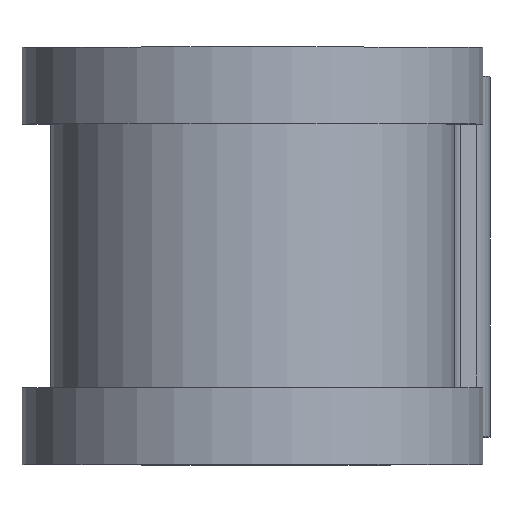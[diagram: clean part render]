
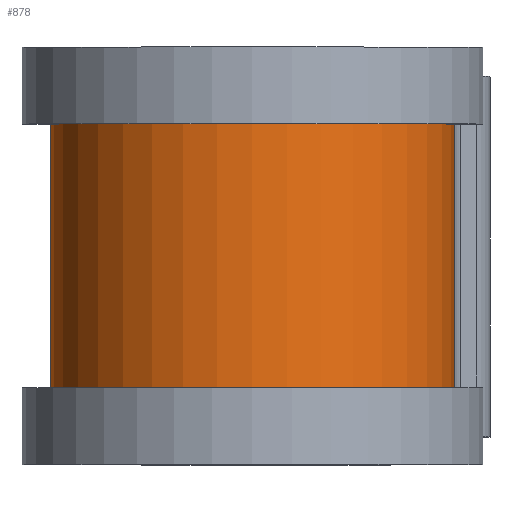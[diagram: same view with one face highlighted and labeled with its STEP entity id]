
A CAD part, top view. The second image highlights one B-rep face of the part: STEP entity #878.
In plain terms, the highlighted cylindrical face has radius 10.681 mm (diameter 21.361 mm), a partial arc.
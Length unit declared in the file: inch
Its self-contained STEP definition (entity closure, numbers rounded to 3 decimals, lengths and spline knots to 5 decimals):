
#30 = DIRECTION ( 'NONE',  ( 0., -1., 0. ) ) ;
#47 = LINE ( 'NONE', #90, #1109 ) ;
#90 = CARTESIAN_POINT ( 'NONE',  ( 0.4205, 0.375, 0. ) ) ;
#115 = CARTESIAN_POINT ( 'NONE',  ( 0., -0.275, -0.4205 ) ) ;
#232 = CIRCLE ( 'NONE', #366, 0.4205 ) ;
#363 = VECTOR ( 'NONE', #1490, 39.37008 ) ;
#366 = AXIS2_PLACEMENT_3D ( 'NONE', #868, #30, #1005 ) ;
#371 = CARTESIAN_POINT ( 'NONE',  ( 0.4205, -0.275, 0. ) ) ;
#375 = LINE ( 'NONE', #1366, #363 ) ;
#461 = CIRCLE ( 'NONE', #1379, 0.4205 ) ;
#525 = AXIS2_PLACEMENT_3D ( 'NONE', #1472, #1451, #1567 ) ;
#560 = ORIENTED_EDGE ( 'NONE', *, *, #1154, .F. ) ;
#672 = EDGE_CURVE ( 'NONE', #1414, #1036, #461, .T. ) ;
#775 = ORIENTED_EDGE ( 'NONE', *, *, #1751, .T. ) ;
#796 = EDGE_LOOP ( 'NONE', ( #560, #775, #1678, #1096 ) ) ;
#858 = CARTESIAN_POINT ( 'NONE',  ( 0., 0.275, -0.4205 ) ) ;
#868 = CARTESIAN_POINT ( 'NONE',  ( 0., 0.275, 0. ) ) ;
#878 = ADVANCED_FACE ( 'NONE', ( #1372 ), #1368, .T. ) ;
#1005 = DIRECTION ( 'NONE',  ( 0., 0., -1. ) ) ;
#1036 = VERTEX_POINT ( 'NONE', #115 ) ;
#1091 = DIRECTION ( 'NONE',  ( 0., -1., 0. ) ) ;
#1096 = ORIENTED_EDGE ( 'NONE', *, *, #672, .F. ) ;
#1109 = VECTOR ( 'NONE', #1091, 39.37008 ) ;
#1154 = EDGE_CURVE ( 'NONE', #1584, #1414, #47, .T. ) ;
#1181 = DIRECTION ( 'NONE',  ( 0., 0., -1. ) ) ;
#1221 = CARTESIAN_POINT ( 'NONE',  ( 0., -0.275, 0. ) ) ;
#1352 = DIRECTION ( 'NONE',  ( 0., -1., 0. ) ) ;
#1358 = CARTESIAN_POINT ( 'NONE',  ( 0.4205, 0.275, 0. ) ) ;
#1366 = CARTESIAN_POINT ( 'NONE',  ( 0., 0.375, -0.4205 ) ) ;
#1368 = CYLINDRICAL_SURFACE ( 'NONE', #525, 0.4205 ) ;
#1372 = FACE_OUTER_BOUND ( 'NONE', #796, .T. ) ;
#1379 = AXIS2_PLACEMENT_3D ( 'NONE', #1221, #1352, #1181 ) ;
#1414 = VERTEX_POINT ( 'NONE', #371 ) ;
#1451 = DIRECTION ( 'NONE',  ( 0., -1., 0. ) ) ;
#1472 = CARTESIAN_POINT ( 'NONE',  ( 0., 0.375, 0. ) ) ;
#1490 = DIRECTION ( 'NONE',  ( 0., -1., 0. ) ) ;
#1567 = DIRECTION ( 'NONE',  ( 0., 0., -1. ) ) ;
#1584 = VERTEX_POINT ( 'NONE', #1358 ) ;
#1654 = EDGE_CURVE ( 'NONE', #1733, #1036, #375, .T. ) ;
#1678 = ORIENTED_EDGE ( 'NONE', *, *, #1654, .T. ) ;
#1733 = VERTEX_POINT ( 'NONE', #858 ) ;
#1751 = EDGE_CURVE ( 'NONE', #1584, #1733, #232, .T. ) ;
